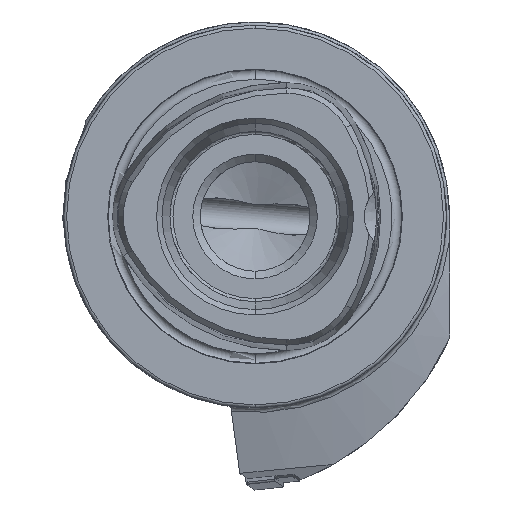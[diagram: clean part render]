
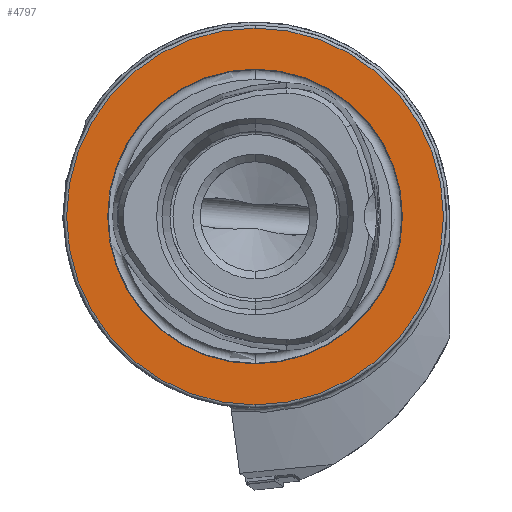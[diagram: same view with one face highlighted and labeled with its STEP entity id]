
A CAD part, left-side view. The second image highlights one B-rep face of the part: STEP entity #4797.
In plain terms, the highlighted planar face has unit normal (-1, 0, 0).
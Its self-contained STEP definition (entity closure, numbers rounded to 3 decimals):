
#89 = EDGE_CURVE ( 'NONE', #5571, #12127, #12237, .T. ) ;
#231 = ORIENTED_EDGE ( 'NONE', *, *, #3734, .T. ) ;
#619 = AXIS2_PLACEMENT_3D ( 'NONE', #10168, #12149, #9792 ) ;
#990 = DIRECTION ( 'NONE',  ( 0., 0., 1. ) ) ;
#1064 = AXIS2_PLACEMENT_3D ( 'NONE', #3860, #1523, #14419 ) ;
#1077 = CIRCLE ( 'NONE', #5620, 31. ) ;
#1238 = EDGE_CURVE ( 'NONE', #14266, #5287, #3658, .T. ) ;
#1332 = ORIENTED_EDGE ( 'NONE', *, *, #14205, .F. ) ;
#1523 = DIRECTION ( 'NONE',  ( -1., 0., 0. ) ) ;
#1546 = DIRECTION ( 'NONE',  ( -1., 0., 0. ) ) ;
#1961 = EDGE_LOOP ( 'NONE', ( #1332, #2906 ) ) ;
#2514 = EDGE_LOOP ( 'NONE', ( #3767, #231 ) ) ;
#2586 = CIRCLE ( 'NONE', #1064, 24.25 ) ;
#2906 = ORIENTED_EDGE ( 'NONE', *, *, #1238, .F. ) ;
#3658 = CIRCLE ( 'NONE', #14895, 24.25 ) ;
#3734 = EDGE_CURVE ( 'NONE', #12127, #5571, #1077, .T. ) ;
#3767 = ORIENTED_EDGE ( 'NONE', *, *, #89, .T. ) ;
#3860 = CARTESIAN_POINT ( 'NONE',  ( 0., 0., 0. ) ) ;
#4406 = DIRECTION ( 'NONE',  ( 0., 0., 1. ) ) ;
#4797 = ADVANCED_FACE ( 'NONE', ( #12344, #9218 ), #7805, .F. ) ;
#4991 = CARTESIAN_POINT ( 'NONE',  ( 0., 0., -31. ) ) ;
#5053 = DIRECTION ( 'NONE',  ( 0., 0., 1. ) ) ;
#5287 = VERTEX_POINT ( 'NONE', #8434 ) ;
#5571 = VERTEX_POINT ( 'NONE', #10174 ) ;
#5620 = AXIS2_PLACEMENT_3D ( 'NONE', #14542, #1546, #5053 ) ;
#5681 = CARTESIAN_POINT ( 'NONE',  ( 0., 0., 0. ) ) ;
#6373 = CARTESIAN_POINT ( 'NONE',  ( 0., 0., -24.25 ) ) ;
#7805 = PLANE ( 'NONE',  #619 ) ;
#8290 = DIRECTION ( 'NONE',  ( -1., 0., 0. ) ) ;
#8434 = CARTESIAN_POINT ( 'NONE',  ( 0., 0., 24.25 ) ) ;
#9218 = FACE_OUTER_BOUND ( 'NONE', #2514, .T. ) ;
#9792 = DIRECTION ( 'NONE',  ( 0., 0., -1. ) ) ;
#10168 = CARTESIAN_POINT ( 'NONE',  ( 0., 24.25, 0. ) ) ;
#10174 = CARTESIAN_POINT ( 'NONE',  ( 0., 0., 31. ) ) ;
#12127 = VERTEX_POINT ( 'NONE', #4991 ) ;
#12149 = DIRECTION ( 'NONE',  ( 1., 0., 0. ) ) ;
#12237 = CIRCLE ( 'NONE', #14016, 31. ) ;
#12344 = FACE_BOUND ( 'NONE', #1961, .T. ) ;
#12519 = DIRECTION ( 'NONE',  ( -1., 0., 0. ) ) ;
#14016 = AXIS2_PLACEMENT_3D ( 'NONE', #15133, #8290, #990 ) ;
#14205 = EDGE_CURVE ( 'NONE', #5287, #14266, #2586, .T. ) ;
#14266 = VERTEX_POINT ( 'NONE', #6373 ) ;
#14419 = DIRECTION ( 'NONE',  ( 0., 0., 1. ) ) ;
#14542 = CARTESIAN_POINT ( 'NONE',  ( 0., 0., 0. ) ) ;
#14895 = AXIS2_PLACEMENT_3D ( 'NONE', #5681, #12519, #4406 ) ;
#15133 = CARTESIAN_POINT ( 'NONE',  ( 0., 0., 0. ) ) ;
